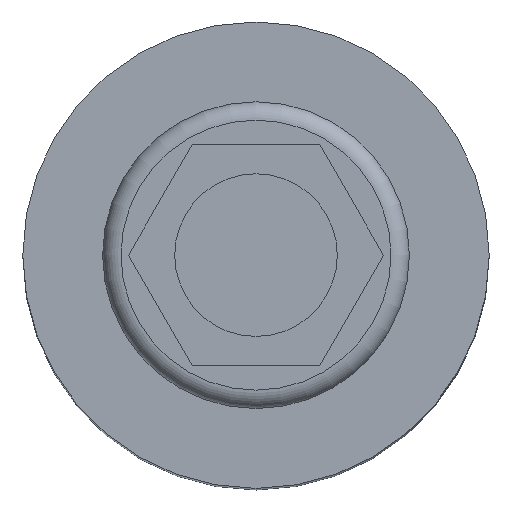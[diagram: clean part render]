
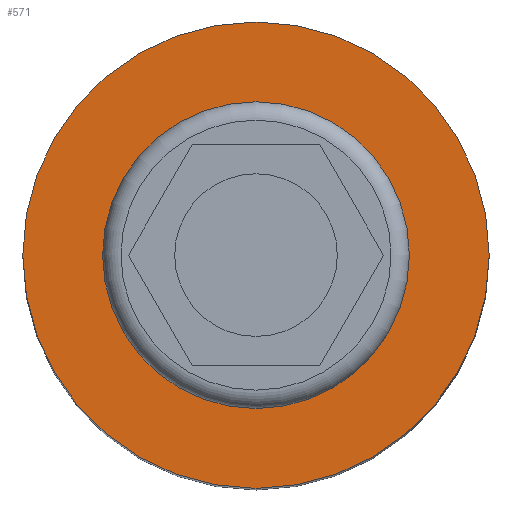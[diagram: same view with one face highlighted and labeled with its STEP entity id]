
A CAD part, top view. The second image highlights one B-rep face of the part: STEP entity #571.
In plain terms, the highlighted planar face has unit normal (0, 0, 1).
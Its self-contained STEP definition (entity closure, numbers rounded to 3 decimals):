
#503=CARTESIAN_POINT('',(0.0,25.,153.0));
#504=VERTEX_POINT('',#503);
#505=CARTESIAN_POINT('',(0.0,0.,153.0));
#506=DIRECTION('',(0.0,0.0,-1.0));
#507=DIRECTION('',(0.0,1.0,0.0));
#508=AXIS2_PLACEMENT_3D('',#505,#506,#507);
#509=CIRCLE('',#508,25.);
#510=EDGE_CURVE('',#504,#504,#509,.T.);
#537=CARTESIAN_POINT('',(38.0,0.,153.0));
#538=VERTEX_POINT('',#537);
#539=CARTESIAN_POINT('',(0.0,0.0,153.0));
#540=DIRECTION('',(0.0,0.0,-1.0));
#541=DIRECTION('',(-1.0,0.0,0.0));
#542=AXIS2_PLACEMENT_3D('',#539,#540,#541);
#543=CIRCLE('',#542,38.0);
#544=EDGE_CURVE('',#538,#538,#543,.T.);
#560=CARTESIAN_POINT('',(0.0,0.0,153.0));
#561=DIRECTION('',(0.0,0.0,-1.0));
#562=DIRECTION('',(-1.0,0.0,0.0));
#563=AXIS2_PLACEMENT_3D('',#560,#561,#562);
#564=PLANE('',#563);
#565=ORIENTED_EDGE('',*,*,#544,.F.);
#566=EDGE_LOOP('',(#565));
#567=FACE_OUTER_BOUND('',#566,.T.);
#568=ORIENTED_EDGE('',*,*,#510,.T.);
#569=EDGE_LOOP('',(#568));
#570=FACE_BOUND('',#569,.T.);
#571=ADVANCED_FACE('',(#567,#570),#564,.F.);
